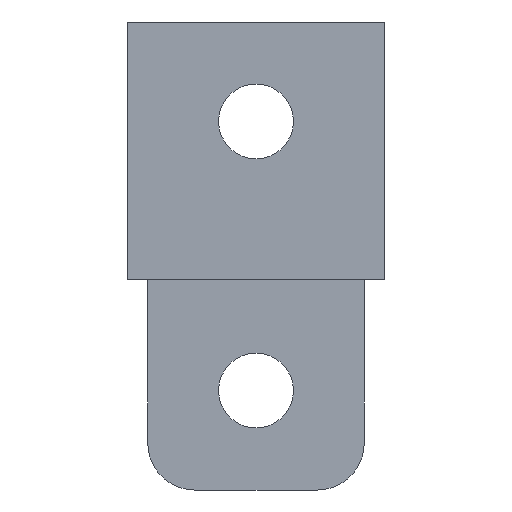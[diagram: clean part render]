
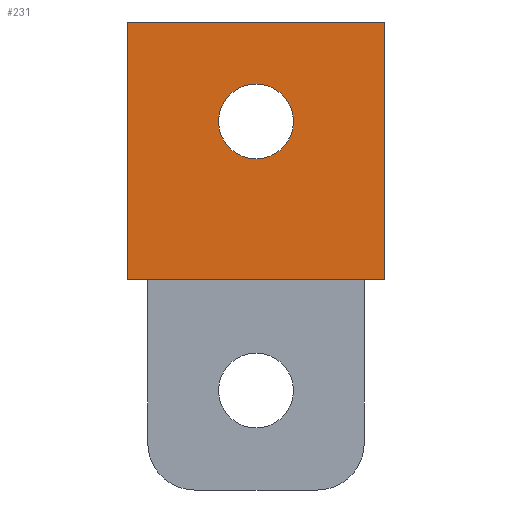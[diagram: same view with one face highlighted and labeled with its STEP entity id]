
A CAD part, front view. The second image highlights one B-rep face of the part: STEP entity #231.
In plain terms, the highlighted planar face has unit normal (0, -1, 0).
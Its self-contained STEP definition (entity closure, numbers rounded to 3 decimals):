
#70 = CARTESIAN_POINT ( 'NONE',  ( 0., 0., 0. ) ) ;
#86 = FACE_OUTER_BOUND ( 'NONE', #568, .T. ) ;
#112 = DIRECTION ( 'NONE',  ( 0., 0., -1. ) ) ;
#116 = VECTOR ( 'NONE', #295, 1000. ) ;
#122 = CARTESIAN_POINT ( 'NONE',  ( 11., 0., 16.7 ) ) ;
#123 = CARTESIAN_POINT ( 'NONE',  ( 22., 0., 22. ) ) ;
#130 = CARTESIAN_POINT ( 'NONE',  ( 22., 0., 0. ) ) ;
#142 = CARTESIAN_POINT ( 'NONE',  ( 0., 0., 0. ) ) ;
#144 = ORIENTED_EDGE ( 'NONE', *, *, #210, .F. ) ;
#146 = CARTESIAN_POINT ( 'NONE',  ( 11., 0., 13.5 ) ) ;
#154 = EDGE_CURVE ( 'NONE', #573, #556, #360, .T. ) ;
#158 = DIRECTION ( 'NONE',  ( 1., 0., 0. ) ) ;
#163 = VERTEX_POINT ( 'NONE', #70 ) ;
#172 = DIRECTION ( 'NONE',  ( 0., 0., -1. ) ) ;
#176 = CIRCLE ( 'NONE', #480, 3.2 ) ;
#179 = CARTESIAN_POINT ( 'NONE',  ( 11., 0., 13.5 ) ) ;
#181 = DIRECTION ( 'NONE',  ( -1., 0., 0. ) ) ;
#189 = AXIS2_PLACEMENT_3D ( 'NONE', #142, #665, #678 ) ;
#208 = FACE_BOUND ( 'NONE', #677, .T. ) ;
#210 = EDGE_CURVE ( 'NONE', #390, #601, #176, .T. ) ;
#231 = ADVANCED_FACE ( 'NONE', ( #208, #86 ), #435, .T. ) ;
#237 = EDGE_CURVE ( 'NONE', #163, #573, #659, .T. ) ;
#268 = AXIS2_PLACEMENT_3D ( 'NONE', #179, #693, #112 ) ;
#295 = DIRECTION ( 'NONE',  ( 0., 0., 1. ) ) ;
#313 = VECTOR ( 'NONE', #181, 1000. ) ;
#339 = LINE ( 'NONE', #624, #506 ) ;
#340 = EDGE_CURVE ( 'NONE', #601, #390, #383, .T. ) ;
#359 = LINE ( 'NONE', #123, #313 ) ;
#360 = LINE ( 'NONE', #713, #116 ) ;
#377 = DIRECTION ( 'NONE',  ( 0., -1., 0. ) ) ;
#382 = VECTOR ( 'NONE', #158, 1000. ) ;
#383 = CIRCLE ( 'NONE', #268, 3.2 ) ;
#390 = VERTEX_POINT ( 'NONE', #122 ) ;
#405 = CARTESIAN_POINT ( 'NONE',  ( 11., 0., 10.3 ) ) ;
#435 = PLANE ( 'NONE',  #189 ) ;
#447 = ORIENTED_EDGE ( 'NONE', *, *, #340, .F. ) ;
#457 = CARTESIAN_POINT ( 'NONE',  ( 0., 0., 22. ) ) ;
#475 = ORIENTED_EDGE ( 'NONE', *, *, #700, .T. ) ;
#480 = AXIS2_PLACEMENT_3D ( 'NONE', #146, #377, #559 ) ;
#506 = VECTOR ( 'NONE', #172, 1000. ) ;
#515 = ORIENTED_EDGE ( 'NONE', *, *, #575, .T. ) ;
#556 = VERTEX_POINT ( 'NONE', #640 ) ;
#559 = DIRECTION ( 'NONE',  ( 0., 0., -1. ) ) ;
#568 = EDGE_LOOP ( 'NONE', ( #475, #694, #721, #515 ) ) ;
#573 = VERTEX_POINT ( 'NONE', #130 ) ;
#575 = EDGE_CURVE ( 'NONE', #556, #654, #359, .T. ) ;
#597 = CARTESIAN_POINT ( 'NONE',  ( 0., 0., 0. ) ) ;
#601 = VERTEX_POINT ( 'NONE', #405 ) ;
#624 = CARTESIAN_POINT ( 'NONE',  ( 0., 0., 22. ) ) ;
#640 = CARTESIAN_POINT ( 'NONE',  ( 22., 0., 22. ) ) ;
#654 = VERTEX_POINT ( 'NONE', #457 ) ;
#659 = LINE ( 'NONE', #597, #382 ) ;
#665 = DIRECTION ( 'NONE',  ( 0., -1., 0. ) ) ;
#677 = EDGE_LOOP ( 'NONE', ( #447, #144 ) ) ;
#678 = DIRECTION ( 'NONE',  ( 0., 0., -1. ) ) ;
#693 = DIRECTION ( 'NONE',  ( 0., -1., 0. ) ) ;
#694 = ORIENTED_EDGE ( 'NONE', *, *, #237, .T. ) ;
#700 = EDGE_CURVE ( 'NONE', #654, #163, #339, .T. ) ;
#713 = CARTESIAN_POINT ( 'NONE',  ( 22., 0., 0. ) ) ;
#721 = ORIENTED_EDGE ( 'NONE', *, *, #154, .T. ) ;
